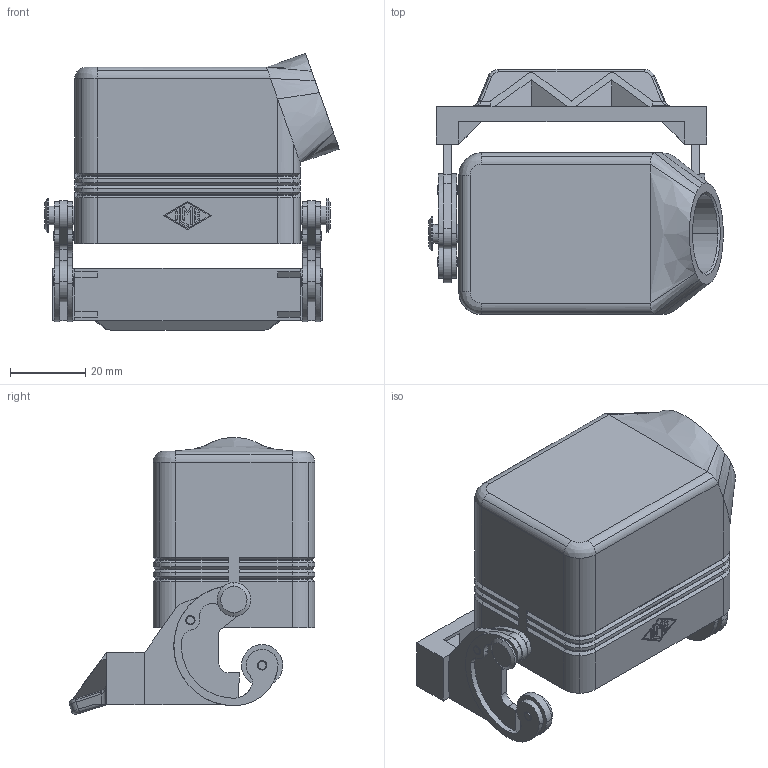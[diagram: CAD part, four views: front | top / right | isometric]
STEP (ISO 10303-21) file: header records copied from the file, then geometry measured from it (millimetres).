
FILE_DESCRIPTION((''),'2;1');
FILE_NAME('CHO 06 LX16.stp','2006-12-14T15:27:58',('gembarski'),(''),'Autodesk Inventor 7','Autodesk Inventor 7','');
FILE_SCHEMA(('AUTOMOTIVE_DESIGN { 1 0 10303 214 1 1 1 1 }'));
Length unit declared in the file: millimetre
Products named in the file (1): CHO Tüllengehäuse 1 Bügel für einen Einsatz
Bounding box: 78.37 x 65.32 x 73.69 mm (x, y, z)
Volume: 55576.1 mm3; surface area: 32553.8 mm2
Topology: 1 solids, 3 shells, 563 faces, 1426 edges, 888 vertices
Faces by surface type: plane 193, bspline 166, cylinder 140, cone 52, torus 12
Entity records: 18949 total; most frequent: CARTESIAN_POINT 5538, ORIENTED_EDGE 2832, DIRECTION 2772, EDGE_CURVE 1416, AXIS2_PLACEMENT_3D 968, VERTEX_POINT 888, VECTOR 836, LINE 836
